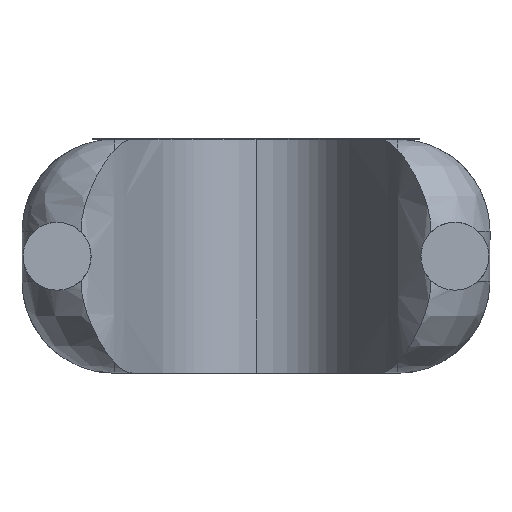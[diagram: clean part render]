
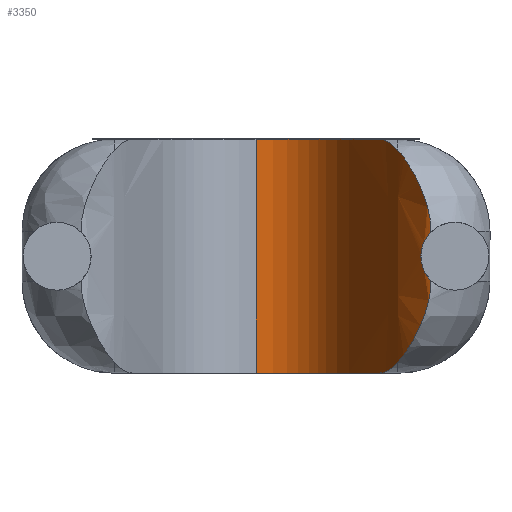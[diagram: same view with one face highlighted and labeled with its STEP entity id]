
A CAD part, front view. The second image highlights one B-rep face of the part: STEP entity #3350.
In plain terms, the highlighted free-form (B-spline) face has degree [3, 1] with [4, 2] control points.
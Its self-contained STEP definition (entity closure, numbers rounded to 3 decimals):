
#113 = CARTESIAN_POINT ( 'NONE',  ( 3.882, 1., 0. ) ) ;
#120 = CARTESIAN_POINT ( 'NONE',  ( 3.807, 2.54, 0. ) ) ;
#272 = EDGE_CURVE ( 'NONE', #4862, #2895, #4440, .T. ) ;
#317 = CARTESIAN_POINT ( 'NONE',  ( 4.08, 0.528, 0.119 ) ) ;
#465 = VECTOR ( 'NONE', #4148, 1000. ) ;
#503 = EDGE_CURVE ( 'NONE', #3138, #2478, #4593, .T. ) ;
#580 = ORIENTED_EDGE ( 'NONE', *, *, #3056, .T. ) ;
#585 = EDGE_CURVE ( 'NONE', #1391, #2616, #1308, .T. ) ;
#594 = CARTESIAN_POINT ( 'NONE',  ( 3.882, 1., 2.54 ) ) ;
#631 = DIRECTION ( 'NONE',  ( 0., 0., -1. ) ) ;
#657 = CARTESIAN_POINT ( 'NONE',  ( 3.352, 2.54, 2.54 ) ) ;
#691 = ORIENTED_EDGE ( 'NONE', *, *, #2841, .T. ) ;
#714 = CARTESIAN_POINT ( 'NONE',  ( 2.54, 2.54, 0. ) ) ;
#941 = DIRECTION ( 'NONE',  ( 0., 0., 1. ) ) ;
#957 = ORIENTED_EDGE ( 'NONE', *, *, #2499, .T. ) ;
#970 = CARTESIAN_POINT ( 'NONE',  ( 4.33, 0.159, 1.321 ) ) ;
#989 = B_SPLINE_SURFACE_WITH_KNOTS ( 'NONE', 3, 1, ( 
 ( #3019, #4249 ),
 ( #3469, #120 ),
 ( #4570, #1601 ),
 ( #2658, #3899 ) ),
 .UNSPECIFIED., .F., .F., .F.,
 ( 4, 4 ),
 ( 2, 2 ),
 ( 0., 0.933 ),
 ( 0., 1. ),
 .UNSPECIFIED. ) ;
#997 = CARTESIAN_POINT ( 'NONE',  ( 4.08, 0.528, 0.119 ) ) ;
#1005 = CARTESIAN_POINT ( 'NONE',  ( 4.439, 0.072, 1.531 ) ) ;
#1077 = CARTESIAN_POINT ( 'NONE',  ( 2.54, 2.54, 2.54 ) ) ;
#1099 = EDGE_LOOP ( 'NONE', ( #580, #2569, #4613, #3000, #4685, #691, #957, #2337, #2240, #3995 ) ) ;
#1155 = CARTESIAN_POINT ( 'NONE',  ( 2.54, 2.54, 0. ) ) ;
#1186 = B_SPLINE_CURVE_WITH_KNOTS ( 'NONE', 3,
 ( #1700, #2397, #3174, #997 ),
 .UNSPECIFIED., .F., .F.,
 ( 4, 4 ),
 ( 0., 0.001 ),
 .UNSPECIFIED. ) ;
#1308 = B_SPLINE_CURVE_WITH_KNOTS ( 'NONE', 3,
 ( #2751, #3124, #4671, #1642, #4699, #2724 ),
 .UNSPECIFIED., .F., .F.,
 ( 4, 2, 4 ),
 ( 0., 0.001, 0.001 ),
 .UNSPECIFIED. ) ;
#1363 = VERTEX_POINT ( 'NONE', #317 ) ;
#1391 = VERTEX_POINT ( 'NONE', #4556 ) ;
#1407 = CARTESIAN_POINT ( 'NONE',  ( 4.439, 0.072, 1.531 ) ) ;
#1443 = VECTOR ( 'NONE', #631, 1000. ) ;
#1466 = CARTESIAN_POINT ( 'NONE',  ( 4.379, 0.107, 0.633 ) ) ;
#1585 = CARTESIAN_POINT ( 'NONE',  ( 3.614, 1.713, 0. ) ) ;
#1601 = CARTESIAN_POINT ( 'NONE',  ( 3.734, 0.525, 0. ) ) ;
#1642 = CARTESIAN_POINT ( 'NONE',  ( 4.236, 0.259, 2.213 ) ) ;
#1700 = CARTESIAN_POINT ( 'NONE',  ( 3.882, 1., 0. ) ) ;
#1723 = CARTESIAN_POINT ( 'NONE',  ( 4.235, 0.259, 0.327 ) ) ;
#1805 = B_SPLINE_CURVE_WITH_KNOTS ( 'NONE', 3,
 ( #1865, #4892, #1723, #1466, #2962, #3983 ),
 .UNSPECIFIED., .F., .F.,
 ( 4, 2, 4 ),
 ( 0., 0.001, 0.001 ),
 .UNSPECIFIED. ) ;
#1865 = CARTESIAN_POINT ( 'NONE',  ( 4.08, 0.528, 0.119 ) ) ;
#1939 = CARTESIAN_POINT ( 'NONE',  ( 3.352, 2.54, 0. ) ) ;
#2033 = CARTESIAN_POINT ( 'NONE',  ( 4.379, 0.115, 1.46 ) ) ;
#2059 = CARTESIAN_POINT ( 'NONE',  ( 4.439, 0.072, 1. ) ) ;
#2070 = CARTESIAN_POINT ( 'NONE',  ( 4.08, 0.528, 2.421 ) ) ;
#2122 = EDGE_CURVE ( 'NONE', #3140, #1391, #2200, .T. ) ;
#2200 = LINE ( 'NONE', #3127, #2203 ) ;
#2203 = VECTOR ( 'NONE', #941, 1000. ) ;
#2240 = ORIENTED_EDGE ( 'NONE', *, *, #2296, .T. ) ;
#2296 = EDGE_CURVE ( 'NONE', #1363, #3138, #1805, .T. ) ;
#2337 = ORIENTED_EDGE ( 'NONE', *, *, #3394, .T. ) ;
#2397 = CARTESIAN_POINT ( 'NONE',  ( 3.945, 0.833, 0. ) ) ;
#2407 = CARTESIAN_POINT ( 'NONE',  ( 4.008, 0.671, 2.498 ) ) ;
#2420 = CARTESIAN_POINT ( 'NONE',  ( 4.406, 0.093, 1.498 ) ) ;
#2448 = CARTESIAN_POINT ( 'NONE',  ( 4.406, 0.093, 1.042 ) ) ;
#2459 = B_SPLINE_CURVE_WITH_KNOTS ( 'NONE', 3,
 ( #2791, #2448, #3285, #4378, #4737, #970, #4358, #2033, #2420, #1005 ),
 .UNSPECIFIED., .F., .F.,
 ( 4, 2, 2, 2, 4 ),
 ( 0., 0., 0.001, 0.001, 0.001 ),
 .UNSPECIFIED. ) ;
#2478 = VERTEX_POINT ( 'NONE', #3059 ) ;
#2499 = EDGE_CURVE ( 'NONE', #3791, #2588, #4314, .T. ) ;
#2533 = CARTESIAN_POINT ( 'NONE',  ( 2.54, 2.54, 10. ) ) ;
#2569 = ORIENTED_EDGE ( 'NONE', *, *, #2122, .T. ) ;
#2588 = VERTEX_POINT ( 'NONE', #3399 ) ;
#2616 = VERTEX_POINT ( 'NONE', #3958 ) ;
#2658 = CARTESIAN_POINT ( 'NONE',  ( 4.439, 0.072, 2.54 ) ) ;
#2724 = CARTESIAN_POINT ( 'NONE',  ( 4.08, 0.528, 2.421 ) ) ;
#2751 = CARTESIAN_POINT ( 'NONE',  ( 4.439, 0.072, 1.54 ) ) ;
#2791 = CARTESIAN_POINT ( 'NONE',  ( 4.439, 0.072, 1.009 ) ) ;
#2841 = EDGE_CURVE ( 'NONE', #4862, #3791, #4386, .T. ) ;
#2895 = VERTEX_POINT ( 'NONE', #4546 ) ;
#2962 = CARTESIAN_POINT ( 'NONE',  ( 4.439, 0.072, 0.813 ) ) ;
#3000 = ORIENTED_EDGE ( 'NONE', *, *, #4782, .T. ) ;
#3019 = CARTESIAN_POINT ( 'NONE',  ( 2.54, 2.54, 2.54 ) ) ;
#3056 = EDGE_CURVE ( 'NONE', #2478, #3140, #2459, .T. ) ;
#3059 = CARTESIAN_POINT ( 'NONE',  ( 4.439, 0.072, 1.009 ) ) ;
#3071 = FACE_OUTER_BOUND ( 'NONE', #1099, .T. ) ;
#3124 = CARTESIAN_POINT ( 'NONE',  ( 4.439, 0.072, 1.727 ) ) ;
#3127 = CARTESIAN_POINT ( 'NONE',  ( 4.439, 0.072, 1.27 ) ) ;
#3138 = VERTEX_POINT ( 'NONE', #2059 ) ;
#3140 = VERTEX_POINT ( 'NONE', #1407 ) ;
#3174 = CARTESIAN_POINT ( 'NONE',  ( 4.008, 0.671, 0.042 ) ) ;
#3285 = CARTESIAN_POINT ( 'NONE',  ( 4.379, 0.115, 1.08 ) ) ;
#3350 = ADVANCED_FACE ( 'NONE', ( #3071 ), #989, .F. ) ;
#3394 = EDGE_CURVE ( 'NONE', #2588, #1363, #1186, .T. ) ;
#3399 = CARTESIAN_POINT ( 'NONE',  ( 3.882, 1., 0. ) ) ;
#3469 = CARTESIAN_POINT ( 'NONE',  ( 3.807, 2.54, 2.54 ) ) ;
#3556 = CARTESIAN_POINT ( 'NONE',  ( 3.945, 0.833, 2.54 ) ) ;
#3669 = CARTESIAN_POINT ( 'NONE',  ( 3.614, 1.713, 2.54 ) ) ;
#3791 = VERTEX_POINT ( 'NONE', #714 ) ;
#3899 = CARTESIAN_POINT ( 'NONE',  ( 4.439, 0.072, 0. ) ) ;
#3958 = CARTESIAN_POINT ( 'NONE',  ( 4.08, 0.528, 2.421 ) ) ;
#3983 = CARTESIAN_POINT ( 'NONE',  ( 4.439, 0.072, 1. ) ) ;
#3995 = ORIENTED_EDGE ( 'NONE', *, *, #503, .T. ) ;
#4148 = DIRECTION ( 'NONE',  ( 0., 0., 1. ) ) ;
#4249 = CARTESIAN_POINT ( 'NONE',  ( 2.54, 2.54, 0. ) ) ;
#4314 = B_SPLINE_CURVE_WITH_KNOTS ( 'NONE', 3,
 ( #1155, #1939, #1585, #113 ),
 .UNSPECIFIED., .F., .F.,
 ( 4, 4 ),
 ( 0., 0.598 ),
 .UNSPECIFIED. ) ;
#4349 = CARTESIAN_POINT ( 'NONE',  ( 2.54, 2.54, 2.54 ) ) ;
#4358 = CARTESIAN_POINT ( 'NONE',  ( 4.341, 0.148, 1.371 ) ) ;
#4378 = CARTESIAN_POINT ( 'NONE',  ( 4.342, 0.148, 1.168 ) ) ;
#4386 = LINE ( 'NONE', #2533, #1443 ) ;
#4440 = B_SPLINE_CURVE_WITH_KNOTS ( 'NONE', 3,
 ( #4349, #657, #3669, #594 ),
 .UNSPECIFIED., .F., .F.,
 ( 4, 4 ),
 ( 0., 0.598 ),
 .UNSPECIFIED. ) ;
#4534 = CARTESIAN_POINT ( 'NONE',  ( 4.439, 0.072, 1.27 ) ) ;
#4546 = CARTESIAN_POINT ( 'NONE',  ( 3.882, 1., 2.54 ) ) ;
#4556 = CARTESIAN_POINT ( 'NONE',  ( 4.439, 0.072, 1.54 ) ) ;
#4570 = CARTESIAN_POINT ( 'NONE',  ( 3.734, 0.525, 2.54 ) ) ;
#4593 = LINE ( 'NONE', #4534, #465 ) ;
#4613 = ORIENTED_EDGE ( 'NONE', *, *, #585, .T. ) ;
#4671 = CARTESIAN_POINT ( 'NONE',  ( 4.379, 0.107, 1.906 ) ) ;
#4685 = ORIENTED_EDGE ( 'NONE', *, *, #272, .F. ) ;
#4699 = CARTESIAN_POINT ( 'NONE',  ( 4.155, 0.377, 2.34 ) ) ;
#4719 = CARTESIAN_POINT ( 'NONE',  ( 3.882, 1., 2.54 ) ) ;
#4737 = CARTESIAN_POINT ( 'NONE',  ( 4.331, 0.159, 1.219 ) ) ;
#4782 = EDGE_CURVE ( 'NONE', #2616, #2895, #4835, .T. ) ;
#4835 = B_SPLINE_CURVE_WITH_KNOTS ( 'NONE', 3,
 ( #2070, #2407, #3556, #4719 ),
 .UNSPECIFIED., .F., .F.,
 ( 4, 4 ),
 ( 0., 0.001 ),
 .UNSPECIFIED. ) ;
#4862 = VERTEX_POINT ( 'NONE', #1077 ) ;
#4892 = CARTESIAN_POINT ( 'NONE',  ( 4.155, 0.377, 0.2 ) ) ;
